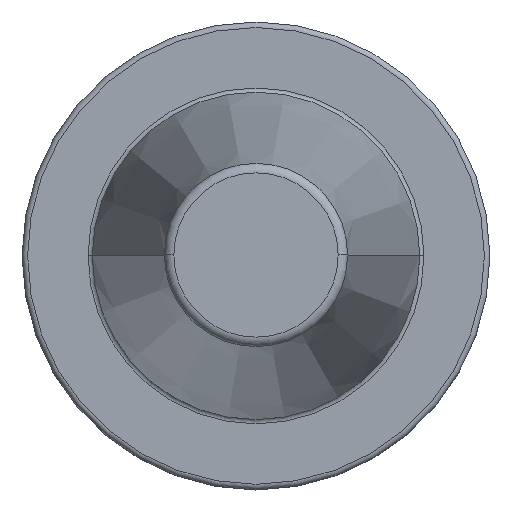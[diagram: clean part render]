
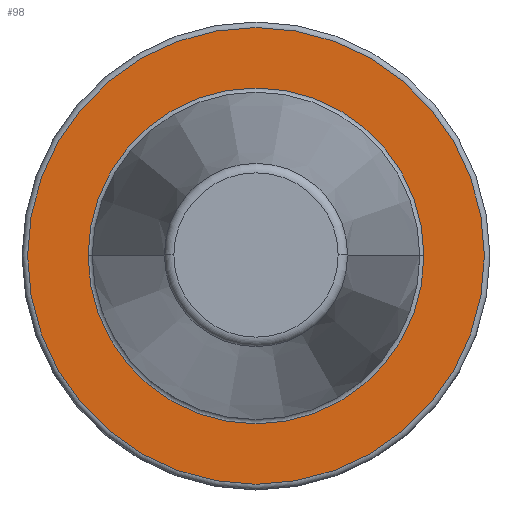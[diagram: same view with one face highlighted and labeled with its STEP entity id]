
A CAD part, top view. The second image highlights one B-rep face of the part: STEP entity #98.
In plain terms, the highlighted planar face has unit normal (0, 0, 1).
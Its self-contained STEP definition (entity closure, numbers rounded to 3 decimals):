
#38=PLANE('',#704);
#48=FACE_BOUND('',#191,.T.);
#49=FACE_BOUND('',#192,.T.);
#98=ADVANCED_FACE('',(#48,#49),#38,.F.);
#191=EDGE_LOOP('',(#357));
#192=EDGE_LOOP('',(#358,#359));
#220=CIRCLE('',#648,22.79);
#222=CIRCLE('',#651,22.79);
#255=CIRCLE('',#703,31.);
#357=ORIENTED_EDGE('',*,*,#538,.T.);
#358=ORIENTED_EDGE('',*,*,#488,.T.);
#359=ORIENTED_EDGE('',*,*,#490,.T.);
#437=VERTEX_POINT('',#990);
#440=VERTEX_POINT('',#995);
#470=VERTEX_POINT('',#1096);
#488=EDGE_CURVE('',#437,#440,#220,.T.);
#490=EDGE_CURVE('',#440,#437,#222,.T.);
#538=EDGE_CURVE('',#470,#470,#255,.T.);
#648=AXIS2_PLACEMENT_3D('',#996,#767,#768);
#651=AXIS2_PLACEMENT_3D('',#999,#773,#774);
#703=AXIS2_PLACEMENT_3D('',#1095,#892,#893);
#704=AXIS2_PLACEMENT_3D('',#1097,#894,#895);
#767=DIRECTION('',(0.,0.,-1.));
#768=DIRECTION('',(-1.,0.,0.));
#773=DIRECTION('',(0.,0.,-1.));
#774=DIRECTION('',(-1.,0.,0.));
#892=DIRECTION('',(0.,0.,1.));
#893=DIRECTION('',(-1.,0.,0.));
#894=DIRECTION('',(0.,0.,-1.));
#895=DIRECTION('',(1.,0.,0.));
#990=CARTESIAN_POINT('',(-22.79,0.,-3.2));
#995=CARTESIAN_POINT('',(22.79,0.,-3.2));
#996=CARTESIAN_POINT('',(0.,0.,-3.2));
#999=CARTESIAN_POINT('',(0.,0.,-3.2));
#1095=CARTESIAN_POINT('',(0.,0.,-3.2));
#1096=CARTESIAN_POINT('',(-31.,0.,-3.2));
#1097=CARTESIAN_POINT('',(0.,22.79,-3.2));
